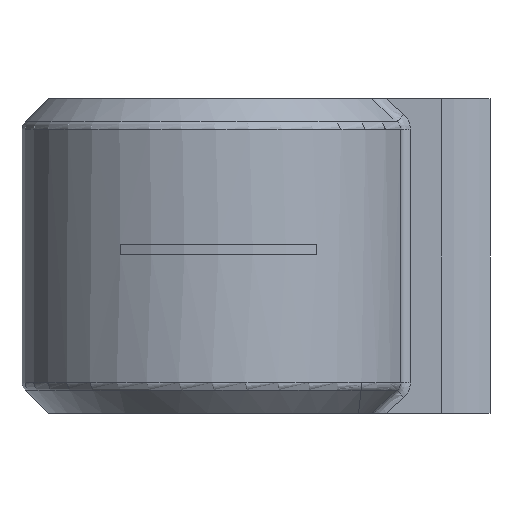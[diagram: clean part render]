
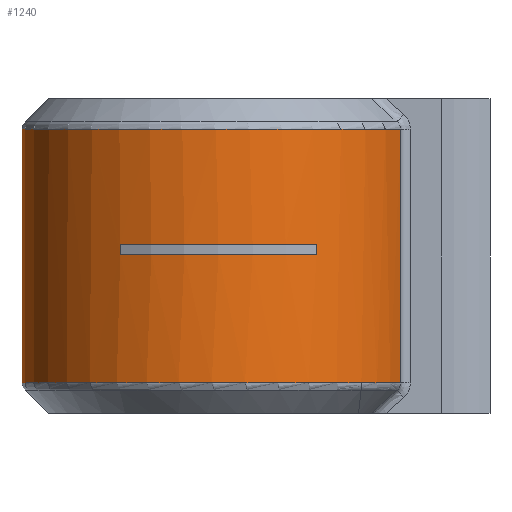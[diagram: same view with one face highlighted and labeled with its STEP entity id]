
A CAD part, left-side view. The second image highlights one B-rep face of the part: STEP entity #1240.
In plain terms, the highlighted cylindrical face has radius 7.5 mm (diameter 15 mm), a partial arc.
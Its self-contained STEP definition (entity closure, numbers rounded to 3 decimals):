
#61=FACE_BOUND('',#267,.T.);
#131=CYLINDRICAL_SURFACE('',#1378,7.5);
#185=FACE_OUTER_BOUND('',#266,.T.);
#266=EDGE_LOOP('',(#995,#996,#997,#998,#999,#1000));
#267=EDGE_LOOP('',(#1001,#1002,#1003,#1004));
#322=LINE('',#2031,#388);
#333=LINE('',#2606,#399);
#334=LINE('',#2670,#400);
#335=LINE('',#2674,#401);
#336=LINE('',#2678,#402);
#388=VECTOR('',#1511,10.);
#399=VECTOR('',#1606,10.);
#400=VECTOR('',#1627,10.);
#401=VECTOR('',#1630,10.);
#402=VECTOR('',#1633,10.);
#456=CIRCLE('',#1318,7.5);
#463=CIRCLE('',#1332,7.5);
#495=CIRCLE('',#1379,7.5);
#496=CIRCLE('',#1380,7.5);
#497=CIRCLE('',#1381,7.5);
#544=VERTEX_POINT('',#1973);
#545=VERTEX_POINT('',#1981);
#551=VERTEX_POINT('',#2030);
#559=VERTEX_POINT('',#2096);
#588=VERTEX_POINT('',#2605);
#593=VERTEX_POINT('',#2669);
#594=VERTEX_POINT('',#2672);
#595=VERTEX_POINT('',#2673);
#596=VERTEX_POINT('',#2675);
#597=VERTEX_POINT('',#2677);
#666=EDGE_CURVE('',#544,#545,#456,.T.);
#677=EDGE_CURVE('',#545,#551,#322,.T.);
#687=EDGE_CURVE('',#551,#559,#463,.T.);
#734=EDGE_CURVE('',#559,#588,#333,.T.);
#744=EDGE_CURVE('',#593,#544,#334,.T.);
#745=EDGE_CURVE('',#588,#593,#495,.T.);
#746=EDGE_CURVE('',#594,#595,#335,.T.);
#747=EDGE_CURVE('',#595,#596,#496,.T.);
#748=EDGE_CURVE('',#596,#597,#336,.T.);
#749=EDGE_CURVE('',#597,#594,#497,.T.);
#995=ORIENTED_EDGE('',*,*,#744,.F.);
#996=ORIENTED_EDGE('',*,*,#745,.F.);
#997=ORIENTED_EDGE('',*,*,#734,.F.);
#998=ORIENTED_EDGE('',*,*,#687,.F.);
#999=ORIENTED_EDGE('',*,*,#677,.F.);
#1000=ORIENTED_EDGE('',*,*,#666,.F.);
#1001=ORIENTED_EDGE('',*,*,#746,.T.);
#1002=ORIENTED_EDGE('',*,*,#747,.T.);
#1003=ORIENTED_EDGE('',*,*,#748,.T.);
#1004=ORIENTED_EDGE('',*,*,#749,.T.);
#1240=ADVANCED_FACE('',(#185,#61),#131,.T.);
#1318=AXIS2_PLACEMENT_3D('',#1982,#1492,#1493);
#1332=AXIS2_PLACEMENT_3D('',#2097,#1524,#1525);
#1378=AXIS2_PLACEMENT_3D('',#2668,#1625,#1626);
#1379=AXIS2_PLACEMENT_3D('',#2671,#1628,#1629);
#1380=AXIS2_PLACEMENT_3D('',#2676,#1631,#1632);
#1381=AXIS2_PLACEMENT_3D('',#2679,#1634,#1635);
#1492=DIRECTION('center_axis',(0.,0.,-1.));
#1493=DIRECTION('ref_axis',(-0.524,-0.852,0.));
#1511=DIRECTION('',(0.,0.,1.));
#1524=DIRECTION('center_axis',(0.,0.,-1.));
#1525=DIRECTION('ref_axis',(-0.875,0.484,0.));
#1606=DIRECTION('',(0.,0.,1.));
#1625=DIRECTION('center_axis',(0.,0.,1.));
#1626=DIRECTION('ref_axis',(-0.923,0.385,0.));
#1627=DIRECTION('',(0.,0.,-1.));
#1628=DIRECTION('center_axis',(0.,0.,1.));
#1629=DIRECTION('ref_axis',(-0.875,0.484,0.));
#1630=DIRECTION('',(0.,0.,-1.));
#1631=DIRECTION('center_axis',(0.,0.,-1.));
#1632=DIRECTION('ref_axis',(-0.923,0.385,0.));
#1633=DIRECTION('',(0.,0.,1.));
#1634=DIRECTION('center_axis',(0.,0.,1.));
#1635=DIRECTION('ref_axis',(-0.923,0.385,0.));
#1973=CARTESIAN_POINT('',(11.067,4.529,5.663));
#1981=CARTESIAN_POINT('',(8.723,6.029,5.663));
#1982=CARTESIAN_POINT('Origin',(13.868,11.486,5.663));
#2030=CARTESIAN_POINT('',(8.723,6.029,5.666));
#2031=CARTESIAN_POINT('',(8.723,6.029,4.5));
#2096=CARTESIAN_POINT('',(17.481,18.058,5.666));
#2097=CARTESIAN_POINT('Origin',(13.868,11.486,5.666));
#2605=CARTESIAN_POINT('',(17.481,18.058,15.334));
#2606=CARTESIAN_POINT('',(17.481,18.058,4.5));
#2668=CARTESIAN_POINT('Origin',(13.868,11.486,0.));
#2669=CARTESIAN_POINT('',(11.067,4.529,15.334));
#2670=CARTESIAN_POINT('',(11.067,4.529,4.5));
#2671=CARTESIAN_POINT('Origin',(13.868,11.486,15.334));
#2672=CARTESIAN_POINT('',(7.373,7.736,10.95));
#2673=CARTESIAN_POINT('',(7.373,7.736,10.55));
#2674=CARTESIAN_POINT('',(7.373,7.736,2.25));
#2675=CARTESIAN_POINT('',(7.373,15.236,10.55));
#2676=CARTESIAN_POINT('Origin',(13.868,11.486,10.55));
#2677=CARTESIAN_POINT('',(7.373,15.236,10.95));
#2678=CARTESIAN_POINT('',(7.373,15.236,2.25));
#2679=CARTESIAN_POINT('Origin',(13.868,11.486,10.95));
